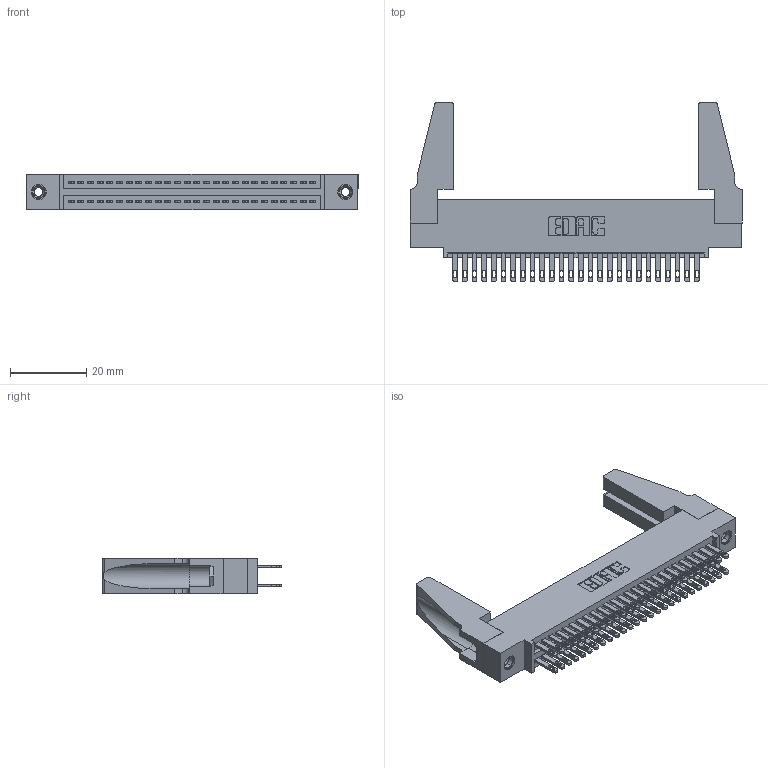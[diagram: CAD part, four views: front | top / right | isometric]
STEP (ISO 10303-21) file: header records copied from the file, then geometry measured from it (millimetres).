
FILE_DESCRIPTION (( 'STEP AP203' ), '1' );
FILE_NAME ('345-052-500-588.STEP', '2019-10-29T13:45:51', ( '' ), ( '' ), 'SwSTEP 2.0', 'SolidWorks 2016', '' );
FILE_SCHEMA (( 'CONFIG_CONTROL_DESIGN' ));
Length unit declared in the file: inch
Products named in the file (5): 345-052-500-588; 345-292-001_345-293-100; 345 Part_0.110 Offset - 0.156 Dia-TH; 345-250-001_345-250-001-102; 345-220-078_345-220-088
Assembly tree (57 placements, depth 2):
  345-052-500-588
    345 Part_0.110 Offset - 0.156 Dia-TH
    345-292-001_345-293-100  x52
    345-250-001_345-250-001-102  x2
    345-220-078_345-220-088  x2
Bounding box: 87.27 x 47.17 x 9.4 mm (x, y, z)
Volume: 11667.4 mm3; surface area: 15874.1 mm2
Topology: 57 solids, 57 shells, 2646 faces, 7999 edges, 5322 vertices
Faces by surface type: plane 1560, cylinder 1070, cone 12, torus 4
Entity records: 24764 total; most frequent: CARTESIAN_POINT 4162, ORIENTED_EDGE 4056, DIRECTION 3696, EDGE_CURVE 2028, VECTOR 1746, LINE 1746, VERTEX_POINT 1346, AXIS2_PLACEMENT_3D 975
